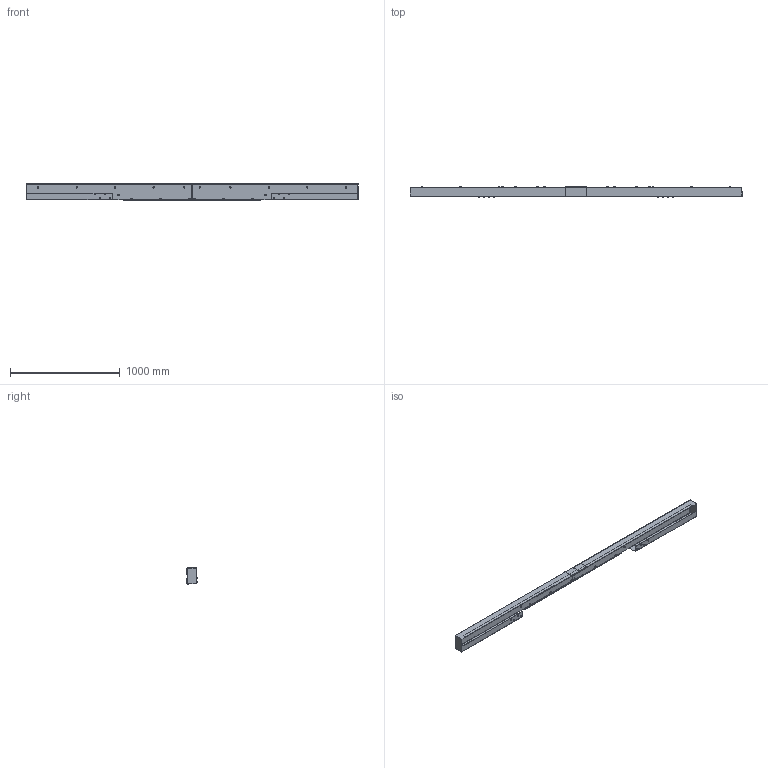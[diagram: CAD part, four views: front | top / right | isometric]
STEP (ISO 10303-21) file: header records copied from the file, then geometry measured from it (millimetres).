
FILE_DESCRIPTION (( 'STEP AP203' ), '1' );
FILE_NAME ('ITK DATAROW Ïðîôèëü ìåõ. ðàçäâ. 1200 ÷åð. (2øò êîìïë).STEP', '2024-12-18T10:45:03', ( '' ), ( '' ), 'SwSTEP 2.0', 'SolidWorks 2022', '' );
FILE_SCHEMA (( 'CONFIG_CONTROL_DESIGN' ));
Length unit declared in the file: millimetre
Products named in the file (9): Винт полусфера с прессшайбой DIN 967_M6х12; Болты с шестигранной головкой (повышенной точности) ГОСТ 7805_М6х16; Гайка фланцевая DIN 6923_М 6; Винт потайной DIN965_М6Х16; ITK DATAROW Профиль мех. раздв. 1200 чер. (2шт компл); АГИЕ 282.10.00.005_-01; Гайка DIN 934_М 6; АГИЕ 282.10.00.005_00; АГИЕ 282.10.00.009
Assembly tree (47 placements, depth 2):
  ITK DATAROW Профиль мех. раздв. 1200 чер. (2шт компл)
    АГИЕ 282.10.00.005_00
    АГИЕ 282.10.00.005_-01
    Винт полусфера с прессшайбой DIN 967_M6х12  x8
    Винт потайной DIN965_М6Х16  x10
    Гайка фланцевая DIN 6923_М 6  x10
    Болты с шестигранной головкой (повышенной точности) ГОСТ 7805_М6х16  x8
    Гайка DIN 934_М 6  x8
    АГИЕ 282.10.00.009
Bounding box: 3021 x 105.6 x 150.4 mm (x, y, z)
Volume: 2102188.6 mm3; surface area: 2136658.8 mm2
Topology: 47 solids, 47 shells, 1323 faces, 3257 edges, 2062 vertices
Faces by surface type: plane 706, cylinder 285, cone 276, torus 32, sphere 16, bspline 8
Entity records: 13946 total; most frequent: CARTESIAN_POINT 2716, DIRECTION 1963, ORIENTED_EDGE 1882, EDGE_CURVE 941, AXIS2_PLACEMENT_3D 705, VERTEX_POINT 582, VECTOR 553, LINE 553
